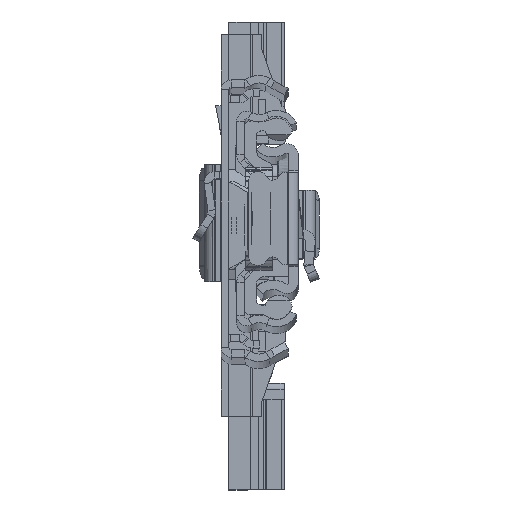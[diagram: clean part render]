
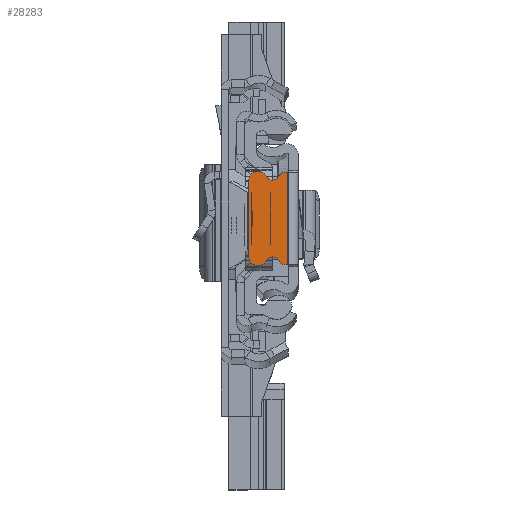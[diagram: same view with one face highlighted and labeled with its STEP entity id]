
A CAD part, top view. The second image highlights one B-rep face of the part: STEP entity #28283.
In plain terms, the highlighted planar face has unit normal (0, 0, 1).
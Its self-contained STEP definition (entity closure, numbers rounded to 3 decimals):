
#71 = ORIENTED_EDGE ( 'NONE', *, *, #11721, .T. ) ;
#128 = CIRCLE ( 'NONE', #13245, 1.1 ) ;
#190 = CARTESIAN_POINT ( 'NONE',  ( -4.142, 7.236, 0. ) ) ;
#288 = VECTOR ( 'NONE', #5950, 1000. ) ;
#637 = AXIS2_PLACEMENT_3D ( 'NONE', #22636, #19862, #22821 ) ;
#835 = VECTOR ( 'NONE', #36095, 1000. ) ;
#1067 = DIRECTION ( 'NONE',  ( 1., 0., 0. ) ) ;
#1180 = CIRCLE ( 'NONE', #22017, 1.5 ) ;
#1214 = VERTEX_POINT ( 'NONE', #11650 ) ;
#2175 = DIRECTION ( 'NONE',  ( 1., 0., 0. ) ) ;
#3207 = CARTESIAN_POINT ( 'NONE',  ( -7.929, 6., 0. ) ) ;
#3473 = CARTESIAN_POINT ( 'NONE',  ( -3.206, -6.658, 0. ) ) ;
#3670 = DIRECTION ( 'NONE',  ( 0., 0., 1. ) ) ;
#4880 = ORIENTED_EDGE ( 'NONE', *, *, #22597, .T. ) ;
#4919 = CARTESIAN_POINT ( 'NONE',  ( -4.142, -7.236, 0. ) ) ;
#5210 = CIRCLE ( 'NONE', #26048, 1.5 ) ;
#5501 = VERTEX_POINT ( 'NONE', #7648 ) ;
#5874 = VERTEX_POINT ( 'NONE', #16463 ) ;
#5883 = AXIS2_PLACEMENT_3D ( 'NONE', #4919, #16660, #10513 ) ;
#5919 = VERTEX_POINT ( 'NONE', #13680 ) ;
#5950 = DIRECTION ( 'NONE',  ( 0., -1., 0. ) ) ;
#7005 = VERTEX_POINT ( 'NONE', #22295 ) ;
#7357 = CARTESIAN_POINT ( 'NONE',  ( -7.929, -6., 0. ) ) ;
#7572 = CARTESIAN_POINT ( 'NONE',  ( 694.071, 0., 0. ) ) ;
#7648 = CARTESIAN_POINT ( 'NONE',  ( -3.206, 6.658, 0. ) ) ;
#9616 = CARTESIAN_POINT ( 'NONE',  ( -1.929, 7.37, 0. ) ) ;
#9684 = EDGE_LOOP ( 'NONE', ( #23633, #13185, #32112, #33901, #17400, #11543, #71, #4880, #10610, #25461 ) ) ;
#9707 = VERTEX_POINT ( 'NONE', #3207 ) ;
#9789 = VECTOR ( 'NONE', #12599, 1000. ) ;
#10513 = DIRECTION ( 'NONE',  ( -1., 0., 0. ) ) ;
#10610 = ORIENTED_EDGE ( 'NONE', *, *, #19751, .T. ) ;
#11111 = DIRECTION ( 'NONE',  ( 0., 0., 1. ) ) ;
#11543 = ORIENTED_EDGE ( 'NONE', *, *, #14951, .T. ) ;
#11567 = DIRECTION ( 'NONE',  ( 0., 0., -1. ) ) ;
#11650 = CARTESIAN_POINT ( 'NONE',  ( -7.929, -6., 0. ) ) ;
#11721 = EDGE_CURVE ( 'NONE', #1214, #5919, #1180, .T. ) ;
#12599 = DIRECTION ( 'NONE',  ( 0., -1., 0. ) ) ;
#13011 = LINE ( 'NONE', #16902, #835 ) ;
#13185 = ORIENTED_EDGE ( 'NONE', *, *, #13523, .F. ) ;
#13245 = AXIS2_PLACEMENT_3D ( 'NONE', #190, #11567, #14740 ) ;
#13523 = EDGE_CURVE ( 'NONE', #15025, #22540, #18049, .T. ) ;
#13680 = CARTESIAN_POINT ( 'NONE',  ( -5.109, -6.713, 0. ) ) ;
#14679 = EDGE_CURVE ( 'NONE', #29284, #7005, #13011, .T. ) ;
#14740 = DIRECTION ( 'NONE',  ( 1., 0., 0. ) ) ;
#14951 = EDGE_CURVE ( 'NONE', #9707, #1214, #15950, .T. ) ;
#15025 = VERTEX_POINT ( 'NONE', #9616 ) ;
#15163 = CIRCLE ( 'NONE', #35967, 1.5 ) ;
#15950 = LINE ( 'NONE', #7357, #9789 ) ;
#16463 = CARTESIAN_POINT ( 'NONE',  ( -5.109, 6.713, 0. ) ) ;
#16660 = DIRECTION ( 'NONE',  ( 0., 0., -1. ) ) ;
#16902 = CARTESIAN_POINT ( 'NONE',  ( -1.929, -7.37, 0. ) ) ;
#17015 = CARTESIAN_POINT ( 'NONE',  ( -1.929, -5.87, 0. ) ) ;
#17400 = ORIENTED_EDGE ( 'NONE', *, *, #18523, .T. ) ;
#18049 = LINE ( 'NONE', #29406, #19089 ) ;
#18523 = EDGE_CURVE ( 'NONE', #5874, #9707, #5210, .T. ) ;
#18964 = PLANE ( 'NONE',  #32905 ) ;
#19089 = VECTOR ( 'NONE', #1067, 1000. ) ;
#19096 = CARTESIAN_POINT ( 'NONE',  ( -1.75, 7.37, 0. ) ) ;
#19751 = EDGE_CURVE ( 'NONE', #29562, #7005, #15163, .T. ) ;
#19862 = DIRECTION ( 'NONE',  ( 0., 0., 1. ) ) ;
#20129 = LINE ( 'NONE', #31482, #288 ) ;
#22017 = AXIS2_PLACEMENT_3D ( 'NONE', #28836, #3670, #29380 ) ;
#22295 = CARTESIAN_POINT ( 'NONE',  ( -1.929, -7.37, 0. ) ) ;
#22419 = DIRECTION ( 'NONE',  ( 0., 0., 1. ) ) ;
#22540 = VERTEX_POINT ( 'NONE', #19096 ) ;
#22597 = EDGE_CURVE ( 'NONE', #5919, #29562, #27307, .T. ) ;
#22636 = CARTESIAN_POINT ( 'NONE',  ( -1.929, 5.87, 0. ) ) ;
#22821 = DIRECTION ( 'NONE',  ( -1., 0., 0. ) ) ;
#23633 = ORIENTED_EDGE ( 'NONE', *, *, #31802, .F. ) ;
#24382 = EDGE_CURVE ( 'NONE', #15025, #5501, #28024, .T. ) ;
#25461 = ORIENTED_EDGE ( 'NONE', *, *, #14679, .F. ) ;
#26048 = AXIS2_PLACEMENT_3D ( 'NONE', #33977, #31185, #31004 ) ;
#27164 = CARTESIAN_POINT ( 'NONE',  ( -1.75, -7.37, 0. ) ) ;
#27307 = CIRCLE ( 'NONE', #5883, 1.1 ) ;
#27518 = FACE_OUTER_BOUND ( 'NONE', #9684, .T. ) ;
#27722 = EDGE_CURVE ( 'NONE', #5501, #5874, #128, .T. ) ;
#28024 = CIRCLE ( 'NONE', #637, 1.5 ) ;
#28283 = ADVANCED_FACE ( 'NONE', ( #27518 ), #18964, .T. ) ;
#28836 = CARTESIAN_POINT ( 'NONE',  ( -6.429, -6., 0. ) ) ;
#29284 = VERTEX_POINT ( 'NONE', #27164 ) ;
#29380 = DIRECTION ( 'NONE',  ( 1., 0., 0. ) ) ;
#29406 = CARTESIAN_POINT ( 'NONE',  ( -1.929, 7.37, 0. ) ) ;
#29562 = VERTEX_POINT ( 'NONE', #3473 ) ;
#31004 = DIRECTION ( 'NONE',  ( -1., 0., 0. ) ) ;
#31185 = DIRECTION ( 'NONE',  ( 0., 0., 1. ) ) ;
#31482 = CARTESIAN_POINT ( 'NONE',  ( -1.75, 0., 0. ) ) ;
#31802 = EDGE_CURVE ( 'NONE', #22540, #29284, #20129, .T. ) ;
#32112 = ORIENTED_EDGE ( 'NONE', *, *, #24382, .T. ) ;
#32905 = AXIS2_PLACEMENT_3D ( 'NONE', #7572, #11111, #2175 ) ;
#33768 = DIRECTION ( 'NONE',  ( 1., 0., 0. ) ) ;
#33901 = ORIENTED_EDGE ( 'NONE', *, *, #27722, .T. ) ;
#33977 = CARTESIAN_POINT ( 'NONE',  ( -6.429, 6., 0. ) ) ;
#35967 = AXIS2_PLACEMENT_3D ( 'NONE', #17015, #22419, #33768 ) ;
#36095 = DIRECTION ( 'NONE',  ( -1., 0., 0. ) ) ;
